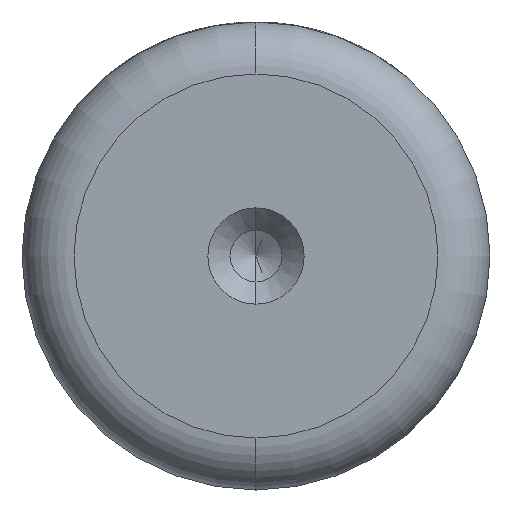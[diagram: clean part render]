
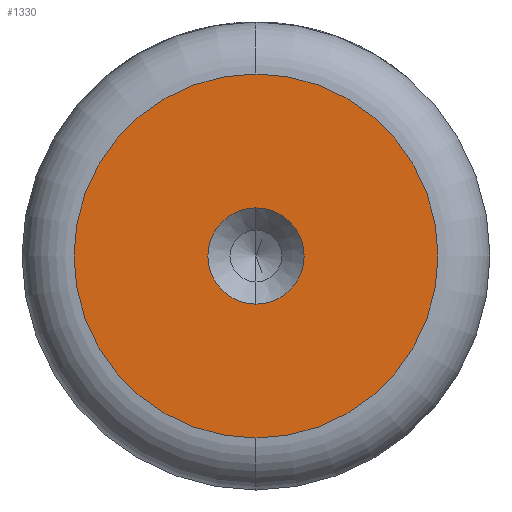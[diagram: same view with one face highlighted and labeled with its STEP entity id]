
A CAD part, left-side view. The second image highlights one B-rep face of the part: STEP entity #1330.
In plain terms, the highlighted planar face has unit normal (-1, 0, 0).
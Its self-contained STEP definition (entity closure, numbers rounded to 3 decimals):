
#8 = CARTESIAN_POINT ( 'NONE',  ( 0., 0., 0. ) ) ;
#9 = CARTESIAN_POINT ( 'NONE',  ( 0., 0., 7. ) ) ;
#26 = DIRECTION ( 'NONE',  ( 0., 0., 1. ) ) ;
#86 = FACE_OUTER_BOUND ( 'NONE', #307, .T. ) ;
#122 = DIRECTION ( 'NONE',  ( 0., 0., 1. ) ) ;
#162 = CIRCLE ( 'NONE', #861, 1.85 ) ;
#193 = ORIENTED_EDGE ( 'NONE', *, *, #454, .T. ) ;
#259 = EDGE_LOOP ( 'NONE', ( #788, #783 ) ) ;
#307 = EDGE_LOOP ( 'NONE', ( #193, #961 ) ) ;
#315 = CIRCLE ( 'NONE', #1057, 7. ) ;
#348 = DIRECTION ( 'NONE',  ( -1., 0., 0. ) ) ;
#349 = CARTESIAN_POINT ( 'NONE',  ( 0., 0., 1.85 ) ) ;
#372 = CIRCLE ( 'NONE', #1011, 1.85 ) ;
#382 = VERTEX_POINT ( 'NONE', #9 ) ;
#411 = PLANE ( 'NONE',  #1227 ) ;
#419 = FACE_BOUND ( 'NONE', #259, .T. ) ;
#454 = EDGE_CURVE ( 'NONE', #382, #619, #315, .T. ) ;
#462 = DIRECTION ( 'NONE',  ( -1., 0., 0. ) ) ;
#516 = CARTESIAN_POINT ( 'NONE',  ( 0., 0., 0. ) ) ;
#616 = DIRECTION ( 'NONE',  ( -1., 0., 0. ) ) ;
#619 = VERTEX_POINT ( 'NONE', #650 ) ;
#624 = EDGE_CURVE ( 'NONE', #1030, #1042, #162, .T. ) ;
#641 = EDGE_CURVE ( 'NONE', #619, #382, #968, .T. ) ;
#650 = CARTESIAN_POINT ( 'NONE',  ( 0., 0., -7. ) ) ;
#675 = DIRECTION ( 'NONE',  ( -1., 0., 0. ) ) ;
#758 = DIRECTION ( 'NONE',  ( -1., 0., 0. ) ) ;
#783 = ORIENTED_EDGE ( 'NONE', *, *, #1111, .F. ) ;
#788 = ORIENTED_EDGE ( 'NONE', *, *, #624, .F. ) ;
#861 = AXIS2_PLACEMENT_3D ( 'NONE', #8, #758, #122 ) ;
#879 = AXIS2_PLACEMENT_3D ( 'NONE', #972, #348, #1075 ) ;
#961 = ORIENTED_EDGE ( 'NONE', *, *, #641, .T. ) ;
#968 = CIRCLE ( 'NONE', #879, 7. ) ;
#972 = CARTESIAN_POINT ( 'NONE',  ( 0., 0., 0. ) ) ;
#1011 = AXIS2_PLACEMENT_3D ( 'NONE', #1089, #462, #1188 ) ;
#1030 = VERTEX_POINT ( 'NONE', #349 ) ;
#1042 = VERTEX_POINT ( 'NONE', #1081 ) ;
#1057 = AXIS2_PLACEMENT_3D ( 'NONE', #1301, #675, #26 ) ;
#1075 = DIRECTION ( 'NONE',  ( 0., 0., 1. ) ) ;
#1081 = CARTESIAN_POINT ( 'NONE',  ( 0., 0., -1.85 ) ) ;
#1089 = CARTESIAN_POINT ( 'NONE',  ( 0., 0., 0. ) ) ;
#1111 = EDGE_CURVE ( 'NONE', #1042, #1030, #372, .T. ) ;
#1188 = DIRECTION ( 'NONE',  ( 0., 0., 1. ) ) ;
#1227 = AXIS2_PLACEMENT_3D ( 'NONE', #516, #616, #1346 ) ;
#1301 = CARTESIAN_POINT ( 'NONE',  ( 0., 0., 0. ) ) ;
#1330 = ADVANCED_FACE ( 'NONE', ( #419, #86 ), #411, .T. ) ;
#1346 = DIRECTION ( 'NONE',  ( 0., 0., 1. ) ) ;
